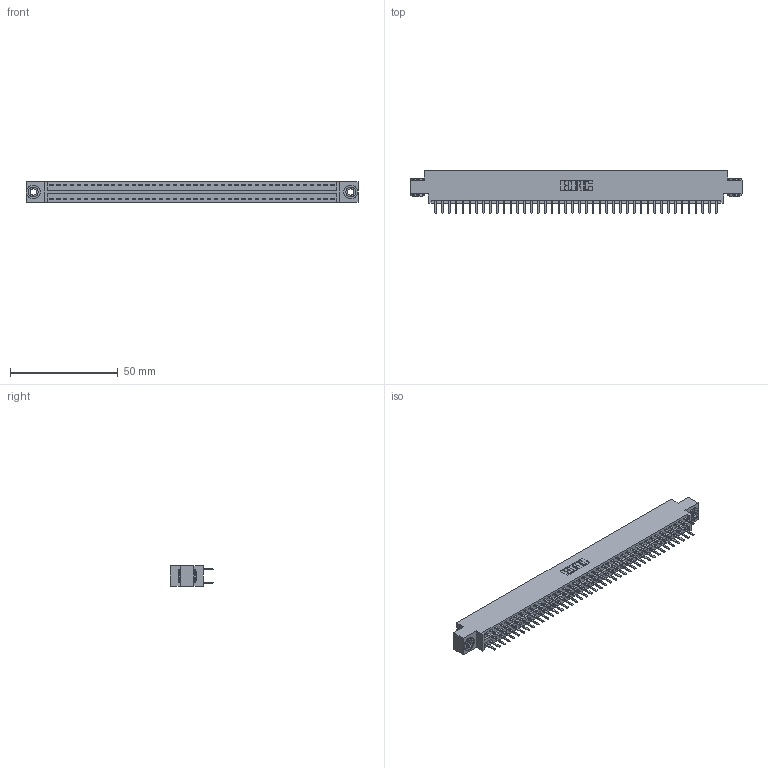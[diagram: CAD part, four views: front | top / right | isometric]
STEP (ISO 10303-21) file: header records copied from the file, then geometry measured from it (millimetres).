
FILE_DESCRIPTION (( 'STEP AP203' ), '1' );
FILE_NAME ('346-084-520-803.STEP', '2022-05-25T19:21:28', ( '' ), ( '' ), 'SwSTEP 2.0', 'SolidWorks 2020', '' );
FILE_SCHEMA (( 'CONFIG_CONTROL_DESIGN' ));
Length unit declared in the file: inch
Products named in the file (4): 345-292-001_345-293-120; 346-084-520-803; 345-250-002_345-250-002-102; 346 Part_0.170 Offset - 0.156 Dia-TH
Assembly tree (87 placements, depth 2):
  346-084-520-803
    346 Part_0.170 Offset - 0.156 Dia-TH
    345-292-001_345-293-120  x84
    345-250-002_345-250-002-102  x2
Bounding box: 153.92 x 20.02 x 9.4 mm (x, y, z)
Volume: 14819.3 mm3; surface area: 20711.9 mm2
Topology: 87 solids, 87 shells, 4882 faces, 14145 edges, 9202 vertices
Faces by surface type: plane 3212, cylinder 1662, cone 8
Entity records: 28722 total; most frequent: CARTESIAN_POINT 4729, ORIENTED_EDGE 4642, DIRECTION 4235, EDGE_CURVE 2321, VECTOR 1993, LINE 1993, VERTEX_POINT 1542, AXIS2_PLACEMENT_3D 1121
